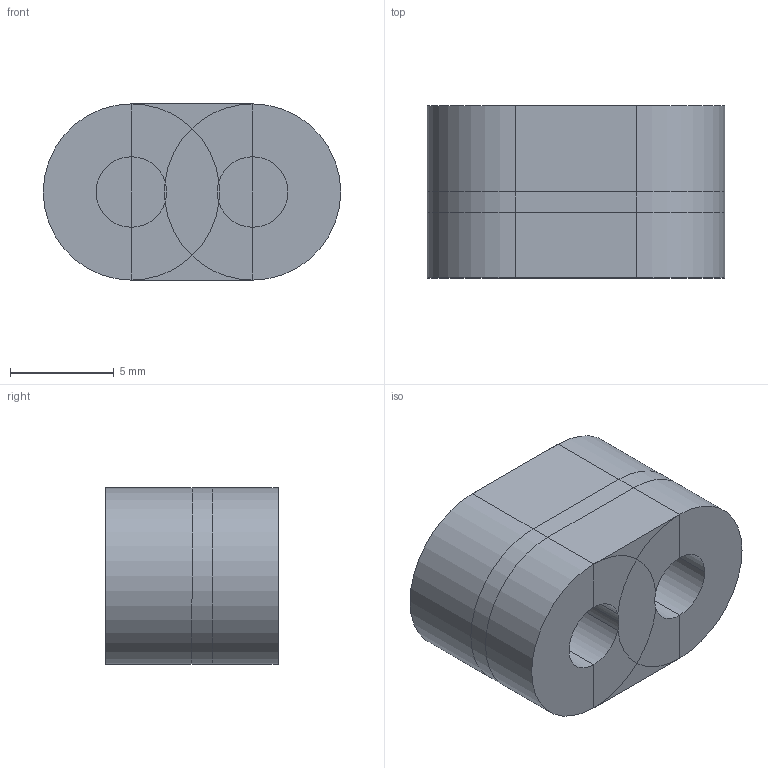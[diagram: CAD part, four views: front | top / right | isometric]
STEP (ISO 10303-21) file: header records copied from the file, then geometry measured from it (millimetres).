
FILE_DESCRIPTION(('FreeCAD Model'),'2;1');
FILE_NAME('union002.step','2020-05-24T12:58:18',('kicad StepUp'),( 'ksu MCAD'),'Open CASCADE STEP processor 7.3','FreeCAD','Unknown');
FILE_SCHEMA(('AUTOMOTIVE_DESIGN { 1 0 10303 214 1 1 1 1 }'));
Length unit declared in the file: millimetre
Products named in the file (1): union002
Bounding box: 14.35 x 8.3 x 8.5 mm (x, y, z)
Volume: 751.1 mm3; surface area: 687.6 mm2
Topology: 1 solids, 1 shells, 65 faces, 129 edges, 66 vertices
Faces by surface type: plane 36, cylinder 29
Entity records: 2104 total; most frequent: DIRECTION 335, CARTESIAN_POINT 261, ORIENTED_EDGE 258, AXIS2_PLACEMENT_3D 140, EDGE_CURVE 129, CIRCLE 74, VERTEX_POINT 66, ADVANCED_FACE 65
